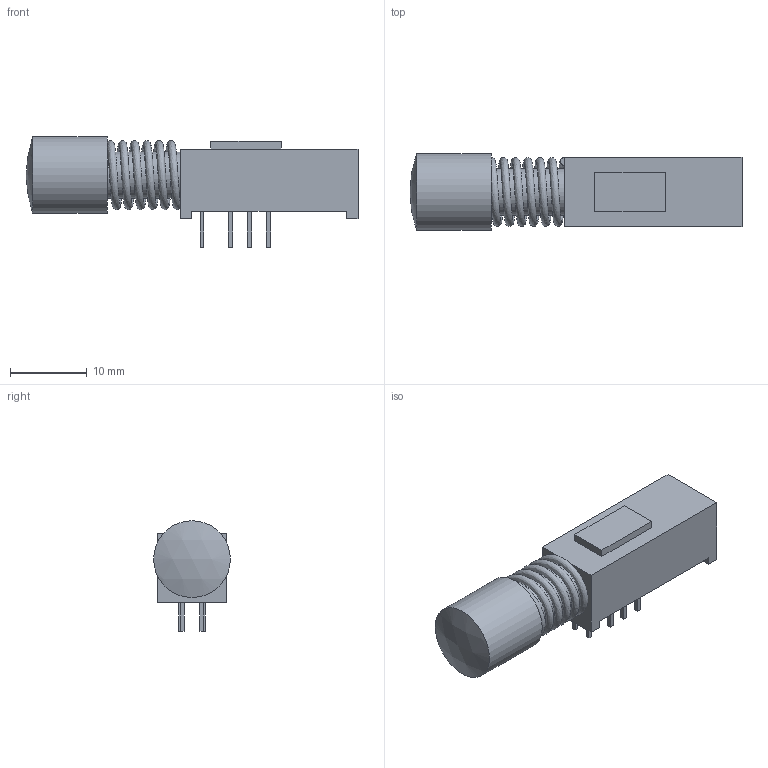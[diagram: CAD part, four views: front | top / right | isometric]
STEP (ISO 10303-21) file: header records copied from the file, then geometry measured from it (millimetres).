
FILE_DESCRIPTION(/* description */ (''),/* implementation_level */ '2;1');
FILE_NAME(/* name */ 'E-Switch v1.step',/* time_stamp */ '2020-02-15T19:04:52+01:00',/* author */ (''),/* organization */ (''),/* preprocessor_version */ 'ST-DEVELOPER v18',/* originating_system */ 'Autodesk Translation Framework v8.12.0.6',/* authorisation */ '');
FILE_SCHEMA (('AUTOMOTIVE_DESIGN { 1 0 10303 214 3 1 1 }'));
Length unit declared in the file: millimetre
Products named in the file (1): E-Switch
Bounding box: 43.3 x 10 x 14.4 mm (x, y, z)
Volume: 2967.5 mm3; surface area: 2261.8 mm2
Topology: 11 solids, 11 shells, 71 faces, 145 edges, 98 vertices
Faces by surface type: plane 67, cylinder 2, sphere 1, bspline 1
Full cylindrical faces by diameter (mm): 6 x1, 10 x1
Entity records: 2747 total; most frequent: CARTESIAN_POINT 1182, DIRECTION 296, ORIENTED_EDGE 290, EDGE_CURVE 145, LINE 134, VECTOR 134, VERTEX_POINT 98, AXIS2_PLACEMENT_3D 81
